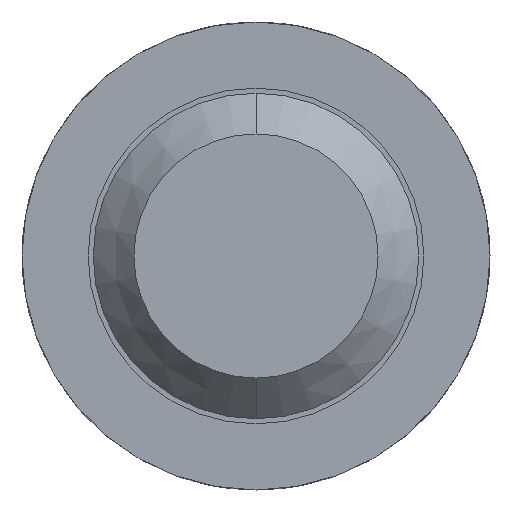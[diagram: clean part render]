
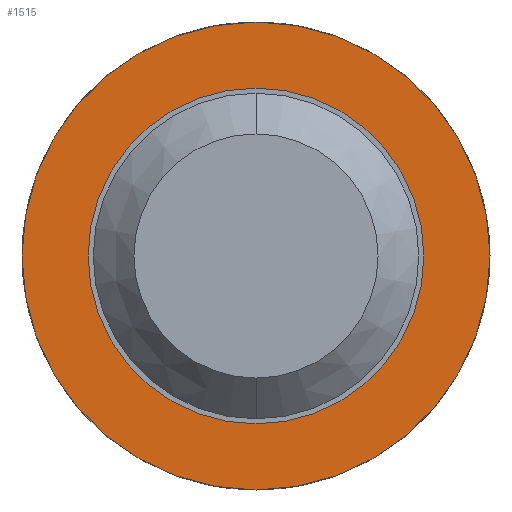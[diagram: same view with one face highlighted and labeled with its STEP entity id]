
A CAD part, front view. The second image highlights one B-rep face of the part: STEP entity #1515.
In plain terms, the highlighted planar face has unit normal (0, -1, 0).
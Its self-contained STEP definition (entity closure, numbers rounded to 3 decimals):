
#60 = VERTEX_POINT ( 'NONE', #3549 ) ;
#278 = DIRECTION ( 'NONE',  ( 0., 1., 0. ) ) ;
#368 = FACE_BOUND ( 'NONE', #2696, .T. ) ;
#613 = CARTESIAN_POINT ( 'NONE',  ( 0., -1.5, 0. ) ) ;
#677 = CARTESIAN_POINT ( 'NONE',  ( 0., -1.5, 0. ) ) ;
#936 = PLANE ( 'NONE',  #4374 ) ;
#967 = DIRECTION ( 'NONE',  ( 0., 0., 1. ) ) ;
#1206 = DIRECTION ( 'NONE',  ( 0., 1., 0. ) ) ;
#1515 = ADVANCED_FACE ( 'Defeature ausgef�hrt4_48', ( #1740, #368 ), #936, .F. ) ;
#1589 = EDGE_CURVE ( 'Defeature ausgef�hrt4_48+Defeature ausgef�hrt4_47+Defeature ausgef�hrt4_47+Defeature ausgef�hrt4_47', #60, #3443, #4522, .T. ) ;
#1687 = CARTESIAN_POINT ( 'NONE',  ( 0., -1.5, 1.15 ) ) ;
#1726 = VERTEX_POINT ( 'NONE', #1949 ) ;
#1740 = FACE_OUTER_BOUND ( 'NONE', #2710, .T. ) ;
#1794 = DIRECTION ( 'NONE',  ( 0., 1., 0. ) ) ;
#1949 = CARTESIAN_POINT ( 'NONE',  ( 0., -1.5, -1.15 ) ) ;
#2132 = CARTESIAN_POINT ( 'NONE',  ( 0., -1.5, 0. ) ) ;
#2249 = ORIENTED_EDGE ( 'NONE', *, *, #1589, .T. ) ;
#2335 = AXIS2_PLACEMENT_3D ( 'NONE', #2132, #278, #2845 ) ;
#2421 = EDGE_CURVE ( 'Defeature ausgef�hrt4_44+Defeature ausgef�hrt4_48+Defeature ausgef�hrt4_48+Defeature ausgef�hrt4_48', #1726, #4280, #2800, .T. ) ;
#2465 = CARTESIAN_POINT ( 'NONE',  ( 0., -1.5, 0. ) ) ;
#2477 = EDGE_CURVE ( 'Defeature ausgef�hrt4_44+Defeature ausgef�hrt4_48+Defeature ausgef�hrt4_48+Defeature ausgef�hrt4_48', #4280, #1726, #3759, .T. ) ;
#2491 = ORIENTED_EDGE ( 'NONE', *, *, #2421, .F. ) ;
#2696 = EDGE_LOOP ( 'NONE', ( #2249, #4705 ) ) ;
#2710 = EDGE_LOOP ( 'NONE', ( #3695, #2491 ) ) ;
#2732 = EDGE_CURVE ( 'Defeature ausgef�hrt4_48+Defeature ausgef�hrt4_47+Defeature ausgef�hrt4_47+Defeature ausgef�hrt4_47', #3443, #60, #4202, .T. ) ;
#2800 = CIRCLE ( 'NONE', #3473, 1.15 ) ;
#2801 = CARTESIAN_POINT ( 'NONE',  ( 0.825, -1.5, 0. ) ) ;
#2845 = DIRECTION ( 'NONE',  ( 0., 0., 1. ) ) ;
#3161 = DIRECTION ( 'NONE',  ( 0., 1., 0. ) ) ;
#3443 = VERTEX_POINT ( 'NONE', #4369 ) ;
#3473 = AXIS2_PLACEMENT_3D ( 'NONE', #613, #3161, #967 ) ;
#3494 = DIRECTION ( 'NONE',  ( 0., 1., 0. ) ) ;
#3549 = CARTESIAN_POINT ( 'NONE',  ( 0., -1.5, 0.825 ) ) ;
#3695 = ORIENTED_EDGE ( 'NONE', *, *, #2477, .F. ) ;
#3759 = CIRCLE ( 'NONE', #4583, 1.15 ) ;
#3770 = AXIS2_PLACEMENT_3D ( 'NONE', #2465, #1206, #4628 ) ;
#3872 = DIRECTION ( 'NONE',  ( 0., 0., 1. ) ) ;
#3985 = DIRECTION ( 'NONE',  ( 0., 0., 1. ) ) ;
#4202 = CIRCLE ( 'NONE', #3770, 0.825 ) ;
#4280 = VERTEX_POINT ( 'NONE', #1687 ) ;
#4369 = CARTESIAN_POINT ( 'NONE',  ( 0., -1.5, -0.825 ) ) ;
#4374 = AXIS2_PLACEMENT_3D ( 'NONE', #2801, #3494, #3872 ) ;
#4522 = CIRCLE ( 'NONE', #2335, 0.825 ) ;
#4583 = AXIS2_PLACEMENT_3D ( 'NONE', #677, #1794, #3985 ) ;
#4628 = DIRECTION ( 'NONE',  ( 0., 0., 1. ) ) ;
#4705 = ORIENTED_EDGE ( 'NONE', *, *, #2732, .T. ) ;
